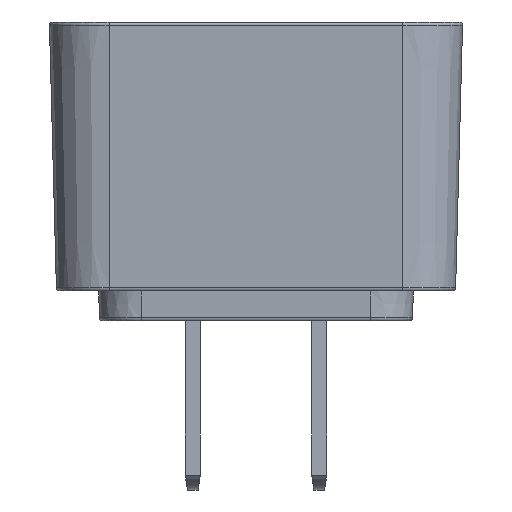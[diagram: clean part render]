
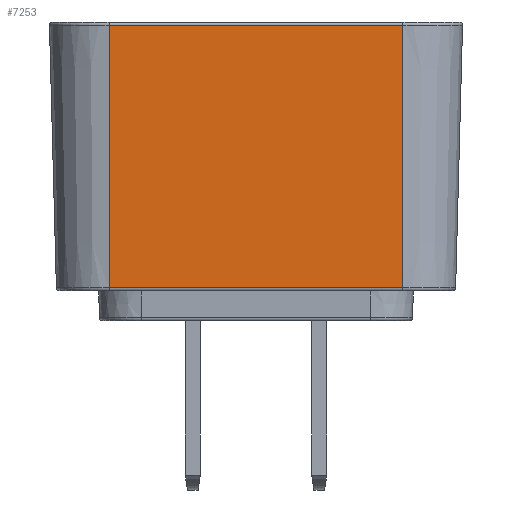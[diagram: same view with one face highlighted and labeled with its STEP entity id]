
A CAD part, left-side view. The second image highlights one B-rep face of the part: STEP entity #7253.
In plain terms, the highlighted face is planar.
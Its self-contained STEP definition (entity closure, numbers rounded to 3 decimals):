
#1339 = EDGE_CURVE ( 'NONE', #40995, #14440, #5539, .T. ) ;
#2284 = CARTESIAN_POINT ( 'NONE',  ( 16.029, 14.75, -27. ) ) ;
#2424 = DIRECTION ( 'NONE',  ( -0.026, 0., 1. ) ) ;
#3415 = DIRECTION ( 'NONE',  ( 0., 1., 0. ) ) ;
#5539 = LINE ( 'NONE', #13989, #37435 ) ;
#6064 = CARTESIAN_POINT ( 'NONE',  ( 16.021, 14.75, -26.692 ) ) ;
#6614 = CARTESIAN_POINT ( 'NONE',  ( 15.329, 14.75, -0.292 ) ) ;
#7253 = ADVANCED_FACE ( 'NONE', ( #14929 ), #31598, .T. ) ;
#9307 = ORIENTED_EDGE ( 'NONE', *, *, #12991, .T. ) ;
#10474 = VECTOR ( 'NONE', #3415, 1000. ) ;
#12991 = EDGE_CURVE ( 'NONE', #31157, #40995, #32333, .T. ) ;
#13989 = CARTESIAN_POINT ( 'NONE',  ( 15.329, -14.75, -0.292 ) ) ;
#14440 = VERTEX_POINT ( 'NONE', #30126 ) ;
#14929 = FACE_OUTER_BOUND ( 'NONE', #20291, .T. ) ;
#14986 = ORIENTED_EDGE ( 'NONE', *, *, #35435, .F. ) ;
#15163 = VECTOR ( 'NONE', #2424, 1000. ) ;
#15599 = LINE ( 'NONE', #32205, #31780 ) ;
#19198 = EDGE_CURVE ( 'NONE', #32859, #31157, #22628, .T. ) ;
#19344 = DIRECTION ( 'NONE',  ( -0.026, 0., 1. ) ) ;
#20291 = EDGE_LOOP ( 'NONE', ( #14986, #28747, #9307, #34427 ) ) ;
#20379 = CARTESIAN_POINT ( 'NONE',  ( 16.021, -14.75, -26.692 ) ) ;
#22247 = DIRECTION ( 'NONE',  ( 1., 0., 0.026 ) ) ;
#22628 = LINE ( 'NONE', #22811, #10474 ) ;
#22811 = CARTESIAN_POINT ( 'NONE',  ( 16.021, -14.75, -26.692 ) ) ;
#28628 = CARTESIAN_POINT ( 'NONE',  ( 16.029, -14.75, -27. ) ) ;
#28747 = ORIENTED_EDGE ( 'NONE', *, *, #19198, .T. ) ;
#30126 = CARTESIAN_POINT ( 'NONE',  ( 15.329, -14.75, -0.292 ) ) ;
#31157 = VERTEX_POINT ( 'NONE', #6064 ) ;
#31598 = PLANE ( 'NONE',  #31930 ) ;
#31780 = VECTOR ( 'NONE', #19344, 1000. ) ;
#31930 = AXIS2_PLACEMENT_3D ( 'NONE', #28628, #22247, #41362 ) ;
#32205 = CARTESIAN_POINT ( 'NONE',  ( 16.029, -14.75, -27. ) ) ;
#32333 = LINE ( 'NONE', #2284, #15163 ) ;
#32787 = DIRECTION ( 'NONE',  ( 0., -1., 0. ) ) ;
#32859 = VERTEX_POINT ( 'NONE', #20379 ) ;
#34427 = ORIENTED_EDGE ( 'NONE', *, *, #1339, .T. ) ;
#35435 = EDGE_CURVE ( 'NONE', #32859, #14440, #15599, .T. ) ;
#37435 = VECTOR ( 'NONE', #32787, 1000. ) ;
#40995 = VERTEX_POINT ( 'NONE', #6614 ) ;
#41362 = DIRECTION ( 'NONE',  ( 0.026, 0., -1. ) ) ;
